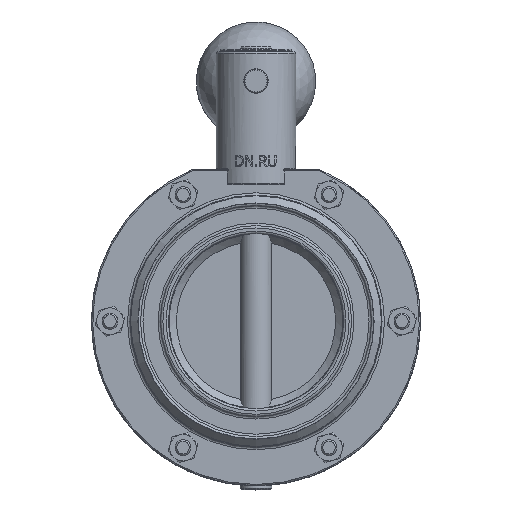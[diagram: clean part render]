
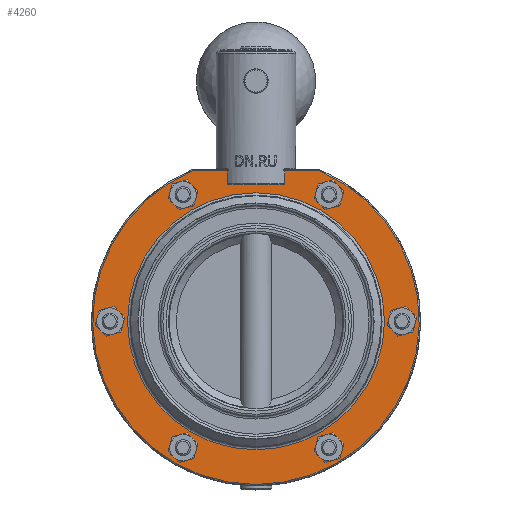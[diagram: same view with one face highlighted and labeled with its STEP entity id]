
A CAD part, top view. The second image highlights one B-rep face of the part: STEP entity #4260.
In plain terms, the highlighted planar face has unit normal (0, 0, 1).
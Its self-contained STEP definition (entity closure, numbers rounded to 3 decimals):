
#171=FACE_BOUND('',#1148,.T.);
#172=FACE_BOUND('',#1149,.T.);
#173=FACE_BOUND('',#1150,.T.);
#174=FACE_BOUND('',#1151,.T.);
#175=FACE_BOUND('',#1152,.T.);
#176=FACE_BOUND('',#1153,.T.);
#177=FACE_BOUND('',#1154,.T.);
#216=PLANE('',#4739);
#369=LINE('',#7719,#584);
#584=VECTOR('',#5458,10.);
#878=FACE_OUTER_BOUND('',#1147,.T.);
#1147=EDGE_LOOP('',(#3117,#3118));
#1148=EDGE_LOOP('',(#3119));
#1149=EDGE_LOOP('',(#3120));
#1150=EDGE_LOOP('',(#3121));
#1151=EDGE_LOOP('',(#3122));
#1152=EDGE_LOOP('',(#3123));
#1153=EDGE_LOOP('',(#3124));
#1154=EDGE_LOOP('',(#3125));
#1458=CIRCLE('',#4731,61.5);
#1464=CIRCLE('',#4740,3.);
#1465=CIRCLE('',#4741,3.);
#1466=CIRCLE('',#4742,3.);
#1467=CIRCLE('',#4743,3.);
#1468=CIRCLE('',#4744,3.);
#1469=CIRCLE('',#4745,3.);
#1470=CIRCLE('',#4746,48.4);
#1906=VERTEX_POINT('',#7688);
#1911=VERTEX_POINT('',#7702);
#1917=VERTEX_POINT('',#7735);
#1918=VERTEX_POINT('',#7737);
#1919=VERTEX_POINT('',#7739);
#1920=VERTEX_POINT('',#7741);
#1921=VERTEX_POINT('',#7743);
#1922=VERTEX_POINT('',#7745);
#1923=VERTEX_POINT('',#7747);
#2366=EDGE_CURVE('',#1906,#1911,#1458,.T.);
#2368=EDGE_CURVE('',#1911,#1906,#369,.T.);
#2377=EDGE_CURVE('',#1917,#1917,#1464,.T.);
#2378=EDGE_CURVE('',#1918,#1918,#1465,.T.);
#2379=EDGE_CURVE('',#1919,#1919,#1466,.T.);
#2380=EDGE_CURVE('',#1920,#1920,#1467,.T.);
#2381=EDGE_CURVE('',#1921,#1921,#1468,.T.);
#2382=EDGE_CURVE('',#1922,#1922,#1469,.T.);
#2383=EDGE_CURVE('',#1923,#1923,#1470,.T.);
#3117=ORIENTED_EDGE('',*,*,#2366,.F.);
#3118=ORIENTED_EDGE('',*,*,#2368,.F.);
#3119=ORIENTED_EDGE('',*,*,#2377,.T.);
#3120=ORIENTED_EDGE('',*,*,#2378,.T.);
#3121=ORIENTED_EDGE('',*,*,#2379,.T.);
#3122=ORIENTED_EDGE('',*,*,#2380,.T.);
#3123=ORIENTED_EDGE('',*,*,#2381,.T.);
#3124=ORIENTED_EDGE('',*,*,#2382,.T.);
#3125=ORIENTED_EDGE('',*,*,#2383,.F.);
#4260=ADVANCED_FACE('',(#878,#171,#172,#173,#174,#175,#176,#177),#216,.T.);
#4731=AXIS2_PLACEMENT_3D('',#7703,#5454,#5455);
#4739=AXIS2_PLACEMENT_3D('',#7734,#5474,#5475);
#4740=AXIS2_PLACEMENT_3D('',#7736,#5476,#5477);
#4741=AXIS2_PLACEMENT_3D('',#7738,#5478,#5479);
#4742=AXIS2_PLACEMENT_3D('',#7740,#5480,#5481);
#4743=AXIS2_PLACEMENT_3D('',#7742,#5482,#5483);
#4744=AXIS2_PLACEMENT_3D('',#7744,#5484,#5485);
#4745=AXIS2_PLACEMENT_3D('',#7746,#5486,#5487);
#4746=AXIS2_PLACEMENT_3D('',#7748,#5488,#5489);
#5454=DIRECTION('center_axis',(0.,0.,-1.));
#5455=DIRECTION('ref_axis',(0.,-1.,0.));
#5458=DIRECTION('',(1.,0.,0.));
#5474=DIRECTION('center_axis',(0.,0.,1.));
#5475=DIRECTION('ref_axis',(1.,0.,0.));
#5476=DIRECTION('center_axis',(0.,0.,-1.));
#5477=DIRECTION('ref_axis',(-1.,0.,0.));
#5478=DIRECTION('center_axis',(0.,0.,-1.));
#5479=DIRECTION('ref_axis',(-1.,0.,0.));
#5480=DIRECTION('center_axis',(0.,0.,-1.));
#5481=DIRECTION('ref_axis',(-1.,0.,0.));
#5482=DIRECTION('center_axis',(0.,0.,-1.));
#5483=DIRECTION('ref_axis',(-1.,0.,0.));
#5484=DIRECTION('center_axis',(0.,0.,-1.));
#5485=DIRECTION('ref_axis',(-1.,0.,0.));
#5486=DIRECTION('center_axis',(0.,0.,-1.));
#5487=DIRECTION('ref_axis',(-1.,0.,0.));
#5488=DIRECTION('center_axis',(0.,0.,1.));
#5489=DIRECTION('ref_axis',(-1.,0.,0.));
#7688=CARTESIAN_POINT('',(23.819,56.7,10.1));
#7702=CARTESIAN_POINT('',(-23.819,56.7,10.1));
#7703=CARTESIAN_POINT('Origin',(0.,0.,10.1));
#7719=CARTESIAN_POINT('',(0.,56.7,10.1));
#7734=CARTESIAN_POINT('Origin',(0.,0.,10.1));
#7735=CARTESIAN_POINT('',(30.5,-47.631,10.1));
#7736=CARTESIAN_POINT('Origin',(27.5,-47.631,10.1));
#7737=CARTESIAN_POINT('',(-24.5,-47.631,10.1));
#7738=CARTESIAN_POINT('Origin',(-27.5,-47.631,10.1));
#7739=CARTESIAN_POINT('',(-52.,0.,10.1));
#7740=CARTESIAN_POINT('Origin',(-55.,0.,10.1));
#7741=CARTESIAN_POINT('',(-24.5,47.631,10.1));
#7742=CARTESIAN_POINT('Origin',(-27.5,47.631,10.1));
#7743=CARTESIAN_POINT('',(30.5,47.631,10.1));
#7744=CARTESIAN_POINT('Origin',(27.5,47.631,10.1));
#7745=CARTESIAN_POINT('',(58.,0.,10.1));
#7746=CARTESIAN_POINT('Origin',(55.,0.,10.1));
#7747=CARTESIAN_POINT('',(48.4,0.,10.1));
#7748=CARTESIAN_POINT('Origin',(0.,0.,10.1));
